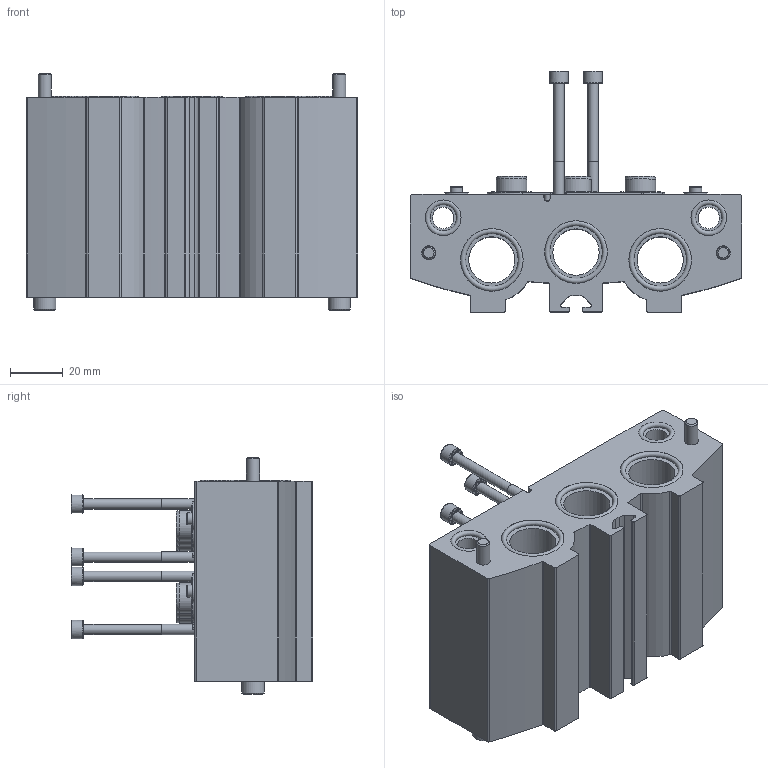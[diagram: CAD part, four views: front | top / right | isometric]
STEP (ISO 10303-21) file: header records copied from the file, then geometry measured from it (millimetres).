
FILE_DESCRIPTION(/* description */ ('STEP AP214'),/* implementation_level */ '2;1');
FILE_NAME(/* name */ '8026315_VABM-B10-25EEE-G12-2',/* time_stamp */ '2024-09-15T21:37:51+02:00',/* author */ ('License CC BY-ND 4.0'),/* organization */ ('CADENAS'),/* preprocessor_version */ 'ST-DEVELOPER v19.3',/* originating_system */ 'PARTsolutions',/* authorisation */ ' ');
FILE_SCHEMA (('AUTOMOTIVE_DESIGN {1 0 10303 214 3 1 1}'));
Length unit declared in the file: millimetre
Products named in the file (8): 8026315 VABM-B10-25EEE-G12-2; 8026315 VABM-B10-25EEE-G12-2---(M); 200944 B-20x2-N; 200054 B-10x2-N; 1657071 VUVS-G14-3---(S); 2833735 F-M4x50-10.9; 1743809 VUVS-M5---(S); DIN-912 - M5x85(F)
Assembly tree (18 placements, depth 2):
  8026315 VABM-B10-25EEE-G12-2
    8026315 VABM-B10-25EEE-G12-2---(M)
    200944 B-20x2-N  x3
    200054 B-10x2-N  x2
    1657071 VUVS-G14-3---(S)  x2
    2833735 F-M4x50-10.9  x4
    1743809 VUVS-M5---(S)  x4
    DIN-912 - M5x85(F)  x2
Bounding box: 126 x 91.8 x 90 mm (x, y, z)
Volume: 305554.1 mm3; surface area: 75661.1 mm2
Topology: 18 solids, 18 shells, 604 faces, 1422 edges, 899 vertices
Faces by surface type: plane 292, cylinder 176, cone 107, torus 29
Full cylindrical faces by diameter (mm): 2.9 x4, 3.242 x4, 3.9 x4, 4 x4, 4.2 x4, 4.6 x4, 5 x2, 5.3 x2, 6.1 x4, 7 x10, 8.2 x2, 8.5 x2, 8.566 x2, 8.6 x6, 9 x4, 11.6 x6, 13.6 x2, 14.6 x6, 17.6 x3, 18.631 x3, 23.8 x3
Entity records: 10245 total; most frequent: CARTESIAN_POINT 1841, DIRECTION 1772, ORIENTED_EDGE 1482, EDGE_CURVE 741, AXIS2_PLACEMENT_3D 680, VERTEX_POINT 540, FACE_BOUND 537, EDGE_LOOP 529
